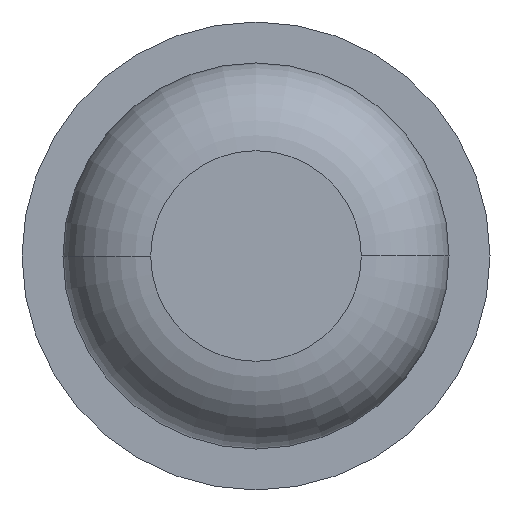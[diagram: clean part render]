
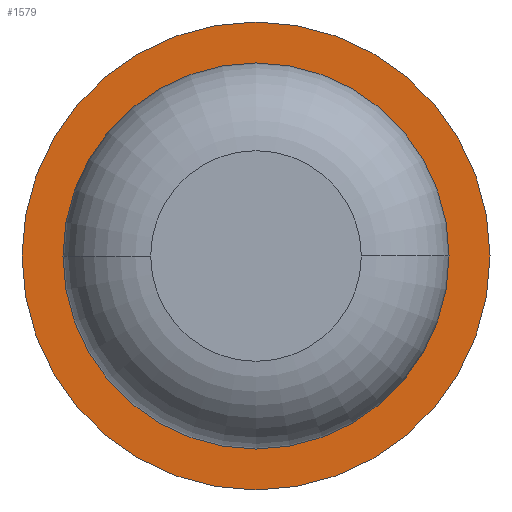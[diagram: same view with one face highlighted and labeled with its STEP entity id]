
A CAD part, front view. The second image highlights one B-rep face of the part: STEP entity #1579.
In plain terms, the highlighted planar face has unit normal (0, -1, 0).
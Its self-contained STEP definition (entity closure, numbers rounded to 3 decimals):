
#38 = EDGE_LOOP ( 'NONE', ( #2859, #1669 ) ) ;
#88 = ORIENTED_EDGE ( 'NONE', *, *, #447, .F. ) ;
#190 = DIRECTION ( 'NONE',  ( 0., 1., 0. ) ) ;
#432 = CARTESIAN_POINT ( 'NONE',  ( 0., -6., 0. ) ) ;
#447 = EDGE_CURVE ( 'Defeature ausgef�hrt1_8+Defeature ausgef�hrt1_7+Defeature ausgef�hrt1_7+Defeature ausgef�hrt1_7', #999, #1336, #2560, .T. ) ;
#524 = DIRECTION ( 'NONE',  ( -1., 0., 0. ) ) ;
#565 = AXIS2_PLACEMENT_3D ( 'NONE', #3788, #190, #2701 ) ;
#723 = CARTESIAN_POINT ( 'NONE',  ( 1., -6., 0. ) ) ;
#731 = EDGE_CURVE ( 'Defeature ausgef�hrt1_8+Defeature ausgef�hrt1_7+Defeature ausgef�hrt1_7+Defeature ausgef�hrt1_7', #1336, #999, #3555, .T. ) ;
#804 = DIRECTION ( 'NONE',  ( 0., 1., 0. ) ) ;
#862 = CARTESIAN_POINT ( 'NONE',  ( -1., -6., 0. ) ) ;
#999 = VERTEX_POINT ( 'NONE', #723 ) ;
#1033 = FACE_BOUND ( 'NONE', #38, .T. ) ;
#1108 = DIRECTION ( 'NONE',  ( 0., 1., 0. ) ) ;
#1109 = VERTEX_POINT ( 'NONE', #3611 ) ;
#1336 = VERTEX_POINT ( 'NONE', #862 ) ;
#1361 = DIRECTION ( 'NONE',  ( -1., 0., 0. ) ) ;
#1444 = CARTESIAN_POINT ( 'NONE',  ( 0., -6., 0. ) ) ;
#1506 = ORIENTED_EDGE ( 'NONE', *, *, #731, .F. ) ;
#1579 = ADVANCED_FACE ( 'Defeature ausgef�hrt1_7', ( #2232, #1033 ), #2640, .F. ) ;
#1627 = AXIS2_PLACEMENT_3D ( 'NONE', #432, #804, #1890 ) ;
#1669 = ORIENTED_EDGE ( 'NONE', *, *, #3086, .T. ) ;
#1744 = DIRECTION ( 'NONE',  ( 0., 1., 0. ) ) ;
#1890 = DIRECTION ( 'NONE',  ( -1., 0., 0. ) ) ;
#2232 = FACE_OUTER_BOUND ( 'NONE', #2844, .T. ) ;
#2414 = AXIS2_PLACEMENT_3D ( 'NONE', #1444, #1108, #3221 ) ;
#2560 = CIRCLE ( 'NONE', #2414, 1. ) ;
#2640 = PLANE ( 'NONE',  #3481 ) ;
#2695 = EDGE_CURVE ( 'Defeature ausgef�hrt1_7+Defeature ausgef�hrt1_0+Defeature ausgef�hrt1_0+Defeature ausgef�hrt1_0', #3903, #1109, #4601, .T. ) ;
#2701 = DIRECTION ( 'NONE',  ( -1., 0., 0. ) ) ;
#2811 = DIRECTION ( 'NONE',  ( 0., 1., 0. ) ) ;
#2844 = EDGE_LOOP ( 'NONE', ( #1506, #88 ) ) ;
#2859 = ORIENTED_EDGE ( 'NONE', *, *, #2695, .T. ) ;
#3065 = CARTESIAN_POINT ( 'NONE',  ( -0.825, -6., 0. ) ) ;
#3086 = EDGE_CURVE ( 'Defeature ausgef�hrt1_7+Defeature ausgef�hrt1_0+Defeature ausgef�hrt1_0+Defeature ausgef�hrt1_0', #1109, #3903, #3380, .T. ) ;
#3221 = DIRECTION ( 'NONE',  ( -1., 0., 0. ) ) ;
#3380 = CIRCLE ( 'NONE', #1627, 0.825 ) ;
#3481 = AXIS2_PLACEMENT_3D ( 'NONE', #3965, #1744, #524 ) ;
#3488 = CARTESIAN_POINT ( 'NONE',  ( 0., -6., 0. ) ) ;
#3555 = CIRCLE ( 'NONE', #565, 1. ) ;
#3611 = CARTESIAN_POINT ( 'NONE',  ( 0.825, -6., 0. ) ) ;
#3788 = CARTESIAN_POINT ( 'NONE',  ( 0., -6., 0. ) ) ;
#3903 = VERTEX_POINT ( 'NONE', #3065 ) ;
#3965 = CARTESIAN_POINT ( 'NONE',  ( 0.825, -6., 0. ) ) ;
#4054 = AXIS2_PLACEMENT_3D ( 'NONE', #3488, #2811, #1361 ) ;
#4601 = CIRCLE ( 'NONE', #4054, 0.825 ) ;
